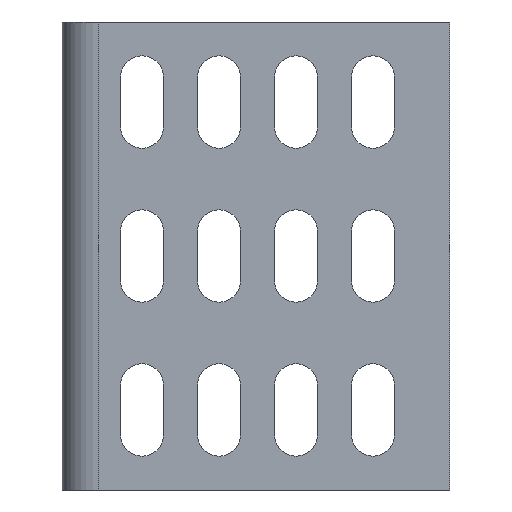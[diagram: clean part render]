
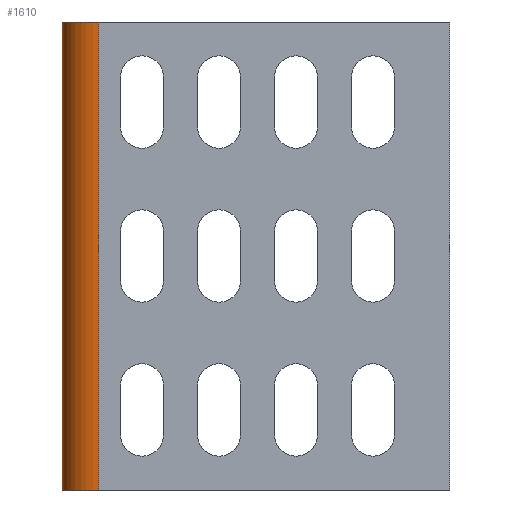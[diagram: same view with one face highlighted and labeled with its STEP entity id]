
A CAD part, front view. The second image highlights one B-rep face of the part: STEP entity #1610.
In plain terms, the highlighted cylindrical face has radius 6 mm (diameter 12 mm), a partial arc.
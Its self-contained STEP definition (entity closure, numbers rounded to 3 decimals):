
#56 = CARTESIAN_POINT ( 'NONE',  ( -63., 6., 38. ) ) ;
#128 = CARTESIAN_POINT ( 'NONE',  ( -57., 0., -38. ) ) ;
#249 = EDGE_CURVE ( 'NONE', #1694, #1136, #1727, .T. ) ;
#319 = DIRECTION ( 'NONE',  ( 0., 0., -1. ) ) ;
#338 = CARTESIAN_POINT ( 'NONE',  ( -57., 0., 38. ) ) ;
#346 = DIRECTION ( 'NONE',  ( -1., 0., 0. ) ) ;
#356 = EDGE_CURVE ( 'NONE', #551, #1429, #512, .T. ) ;
#414 = FACE_OUTER_BOUND ( 'NONE', #1409, .T. ) ;
#512 = LINE ( 'NONE', #56, #739 ) ;
#551 = VERTEX_POINT ( 'NONE', #1877 ) ;
#554 = VECTOR ( 'NONE', #1441, 1000. ) ;
#739 = VECTOR ( 'NONE', #1874, 1000. ) ;
#796 = ORIENTED_EDGE ( 'NONE', *, *, #1992, .F. ) ;
#834 = CIRCLE ( 'NONE', #1319, 6. ) ;
#841 = DIRECTION ( 'NONE',  ( -1., 0., 0. ) ) ;
#862 = CIRCLE ( 'NONE', #1533, 6. ) ;
#979 = DIRECTION ( 'NONE',  ( 0., 0., -1. ) ) ;
#1057 = CARTESIAN_POINT ( 'NONE',  ( -57., 6., 38. ) ) ;
#1136 = VERTEX_POINT ( 'NONE', #128 ) ;
#1319 = AXIS2_PLACEMENT_3D ( 'NONE', #1057, #979, #346 ) ;
#1344 = AXIS2_PLACEMENT_3D ( 'NONE', #1670, #1968, #1484 ) ;
#1409 = EDGE_LOOP ( 'NONE', ( #1668, #1737, #796, #1819 ) ) ;
#1429 = VERTEX_POINT ( 'NONE', #1704 ) ;
#1441 = DIRECTION ( 'NONE',  ( 0., 0., -1. ) ) ;
#1484 = DIRECTION ( 'NONE',  ( -1., 0., 0. ) ) ;
#1533 = AXIS2_PLACEMENT_3D ( 'NONE', #1656, #319, #841 ) ;
#1610 = ADVANCED_FACE ( 'NONE', ( #414 ), #2031, .T. ) ;
#1656 = CARTESIAN_POINT ( 'NONE',  ( -57., 6., -38. ) ) ;
#1668 = ORIENTED_EDGE ( 'NONE', *, *, #2090, .T. ) ;
#1670 = CARTESIAN_POINT ( 'NONE',  ( -57., 6., 38. ) ) ;
#1694 = VERTEX_POINT ( 'NONE', #338 ) ;
#1704 = CARTESIAN_POINT ( 'NONE',  ( -63., 6., -38. ) ) ;
#1727 = LINE ( 'NONE', #1909, #554 ) ;
#1737 = ORIENTED_EDGE ( 'NONE', *, *, #356, .T. ) ;
#1819 = ORIENTED_EDGE ( 'NONE', *, *, #249, .F. ) ;
#1874 = DIRECTION ( 'NONE',  ( 0., 0., -1. ) ) ;
#1877 = CARTESIAN_POINT ( 'NONE',  ( -63., 6., 38. ) ) ;
#1909 = CARTESIAN_POINT ( 'NONE',  ( -57., 0., 38. ) ) ;
#1968 = DIRECTION ( 'NONE',  ( 0., 0., -1. ) ) ;
#1992 = EDGE_CURVE ( 'NONE', #1136, #1429, #862, .T. ) ;
#2031 = CYLINDRICAL_SURFACE ( 'NONE', #1344, 6. ) ;
#2090 = EDGE_CURVE ( 'NONE', #1694, #551, #834, .T. ) ;
